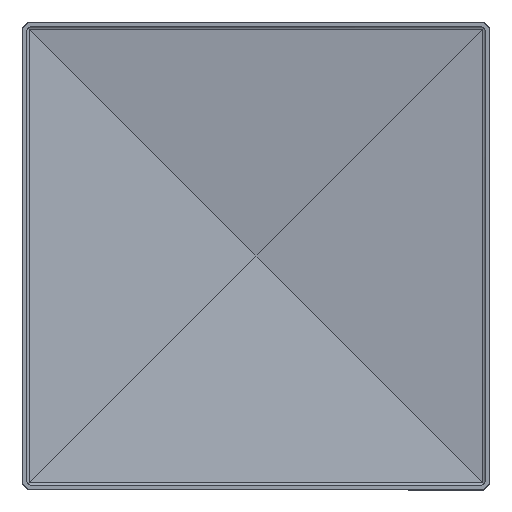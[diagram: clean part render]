
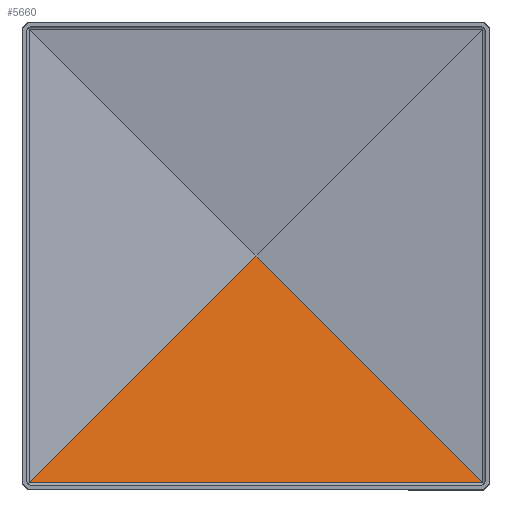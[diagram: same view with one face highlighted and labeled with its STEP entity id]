
A CAD part, front view. The second image highlights one B-rep face of the part: STEP entity #5660.
In plain terms, the highlighted planar face has unit normal (0, -0.992, 0.13).
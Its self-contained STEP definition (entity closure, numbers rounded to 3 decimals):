
#188 = DIRECTION ( 'NONE',  ( 0.704, 0.092, 0.704 ) ) ;
#390 = DIRECTION ( 'NONE',  ( 0., 0.13, 0.992 ) ) ;
#409 = CARTESIAN_POINT ( 'NONE',  ( 0., 18.488, 0. ) ) ;
#763 = VECTOR ( 'NONE', #9845, 1000. ) ;
#1819 = VECTOR ( 'NONE', #188, 1000. ) ;
#2120 = LINE ( 'NONE', #4114, #8188 ) ;
#2992 = FACE_OUTER_BOUND ( 'NONE', #3268, .T. ) ;
#3268 = EDGE_LOOP ( 'NONE', ( #11452, #10852, #3733 ) ) ;
#3686 = CARTESIAN_POINT ( 'NONE',  ( -74.13, 8.797, -74.13 ) ) ;
#3733 = ORIENTED_EDGE ( 'NONE', *, *, #10530, .T. ) ;
#4114 = CARTESIAN_POINT ( 'NONE',  ( -76.5, 8.797, -74.13 ) ) ;
#4937 = DIRECTION ( 'NONE',  ( 1., 0., 0. ) ) ;
#4995 = VERTEX_POINT ( 'NONE', #409 ) ;
#5105 = CARTESIAN_POINT ( 'NONE',  ( -75.305, 8.643, -75.305 ) ) ;
#5391 = DIRECTION ( 'NONE',  ( 0., 0.992, -0.13 ) ) ;
#5660 = ADVANCED_FACE ( 'NONE', ( #2992 ), #11315, .F. ) ;
#5727 = LINE ( 'NONE', #10972, #763 ) ;
#5881 = CARTESIAN_POINT ( 'NONE',  ( 74.13, 8.797, -74.13 ) ) ;
#6968 = LINE ( 'NONE', #5105, #1819 ) ;
#7364 = CARTESIAN_POINT ( 'NONE',  ( -76.5, 8.797, -74.13 ) ) ;
#7781 = AXIS2_PLACEMENT_3D ( 'NONE', #7364, #5391, #390 ) ;
#8188 = VECTOR ( 'NONE', #4937, 1000. ) ;
#9293 = EDGE_CURVE ( 'NONE', #9520, #4995, #6968, .T. ) ;
#9520 = VERTEX_POINT ( 'NONE', #3686 ) ;
#9845 = DIRECTION ( 'NONE',  ( 0.704, -0.092, -0.704 ) ) ;
#10530 = EDGE_CURVE ( 'NONE', #9520, #11795, #2120, .T. ) ;
#10852 = ORIENTED_EDGE ( 'NONE', *, *, #9293, .F. ) ;
#10972 = CARTESIAN_POINT ( 'NONE',  ( 37.834, 13.542, -37.834 ) ) ;
#11315 = PLANE ( 'NONE',  #7781 ) ;
#11452 = ORIENTED_EDGE ( 'NONE', *, *, #12244, .F. ) ;
#11795 = VERTEX_POINT ( 'NONE', #5881 ) ;
#12244 = EDGE_CURVE ( 'NONE', #4995, #11795, #5727, .T. ) ;
